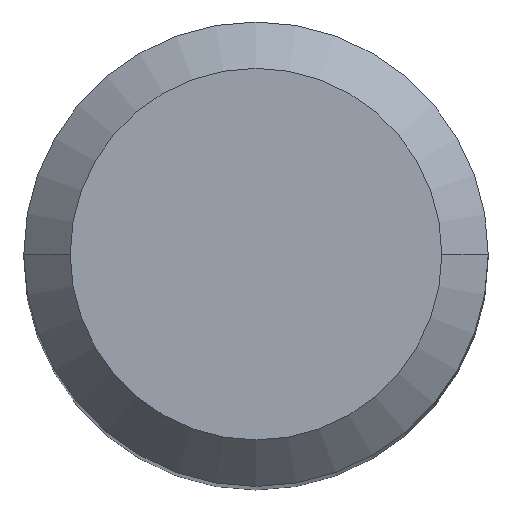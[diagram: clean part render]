
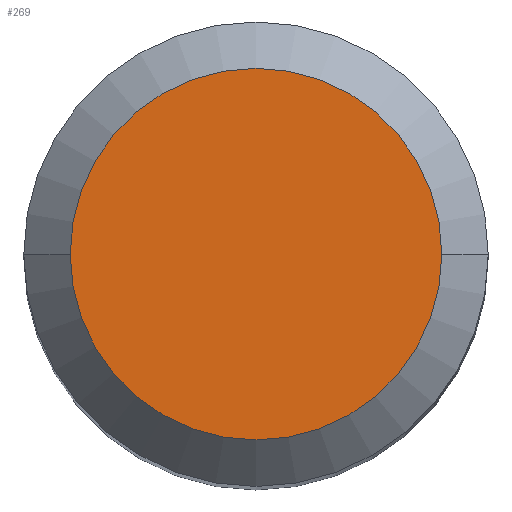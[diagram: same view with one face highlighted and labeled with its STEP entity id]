
A CAD part, top view. The second image highlights one B-rep face of the part: STEP entity #269.
In plain terms, the highlighted planar face has unit normal (0, 0, 1).
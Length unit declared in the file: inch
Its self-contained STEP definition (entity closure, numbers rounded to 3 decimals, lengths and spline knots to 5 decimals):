
#3 = FACE_OUTER_BOUND ( 'NONE', #315, .T. ) ;
#6 = CARTESIAN_POINT ( 'NONE',  ( -0.126, 0., 0. ) ) ;
#30 = EDGE_CURVE ( 'NONE', #169, #203, #278, .T. ) ;
#93 = EDGE_CURVE ( 'NONE', #203, #169, #425, .T. ) ;
#127 = AXIS2_PLACEMENT_3D ( 'NONE', #219, #292, #331 ) ;
#138 = CARTESIAN_POINT ( 'NONE',  ( 0., 0., 0. ) ) ;
#139 = CARTESIAN_POINT ( 'NONE',  ( 0., 0., 0. ) ) ;
#169 = VERTEX_POINT ( 'NONE', #410 ) ;
#188 = DIRECTION ( 'NONE',  ( 1., 0., 0. ) ) ;
#203 = VERTEX_POINT ( 'NONE', #6 ) ;
#219 = CARTESIAN_POINT ( 'NONE',  ( 0., 0., 0. ) ) ;
#269 = ADVANCED_FACE ( 'NONE', ( #3 ), #330, .F. ) ;
#278 = CIRCLE ( 'NONE', #127, 0.126 ) ;
#292 = DIRECTION ( 'NONE',  ( 0., 0., 1. ) ) ;
#293 = DIRECTION ( 'NONE',  ( -1., 0., 0. ) ) ;
#315 = EDGE_LOOP ( 'NONE', ( #436, #319 ) ) ;
#319 = ORIENTED_EDGE ( 'NONE', *, *, #30, .T. ) ;
#324 = DIRECTION ( 'NONE',  ( 0., 0., 1. ) ) ;
#330 = PLANE ( 'NONE',  #434 ) ;
#331 = DIRECTION ( 'NONE',  ( 1., 0., 0. ) ) ;
#410 = CARTESIAN_POINT ( 'NONE',  ( 0.126, 0., 0. ) ) ;
#425 = CIRCLE ( 'NONE', #513, 0.126 ) ;
#434 = AXIS2_PLACEMENT_3D ( 'NONE', #138, #479, #293 ) ;
#436 = ORIENTED_EDGE ( 'NONE', *, *, #93, .T. ) ;
#479 = DIRECTION ( 'NONE',  ( 0., 0., -1. ) ) ;
#513 = AXIS2_PLACEMENT_3D ( 'NONE', #139, #324, #188 ) ;
